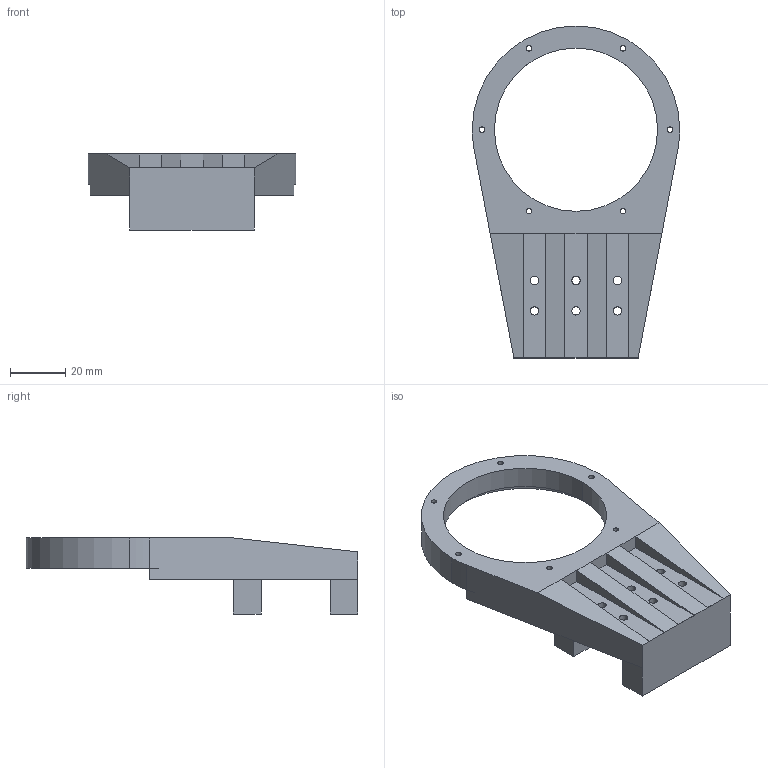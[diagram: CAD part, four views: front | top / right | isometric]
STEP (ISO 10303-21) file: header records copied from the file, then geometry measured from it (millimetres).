
FILE_DESCRIPTION (( 'STEP AP203' ), '1' );
FILE_NAME ('hip joint casin_Default_sldprt.STEP', '2018-09-25T09:43:25', ( '' ), ( '' ), 'SwSTEP 2.0', 'SolidWorks 2017', '' );
FILE_SCHEMA (( 'CONFIG_CONTROL_DESIGN' ));
Length unit declared in the file: millimetre
Products named in the file (1): hip joint casin_Default_sldprt
Bounding box: 75 x 120 x 27.5 mm (x, y, z)
Volume: 60883.4 mm3; surface area: 19852.8 mm2
Topology: 1 solids, 1 shells, 64 faces, 172 edges, 111 vertices
Faces by surface type: cylinder 32, plane 32
Entity records: 2142 total; most frequent: DIRECTION 367, CARTESIAN_POINT 348, ORIENTED_EDGE 344, EDGE_CURVE 172, AXIS2_PLACEMENT_3D 130, VERTEX_POINT 111, LINE 107, VECTOR 107
